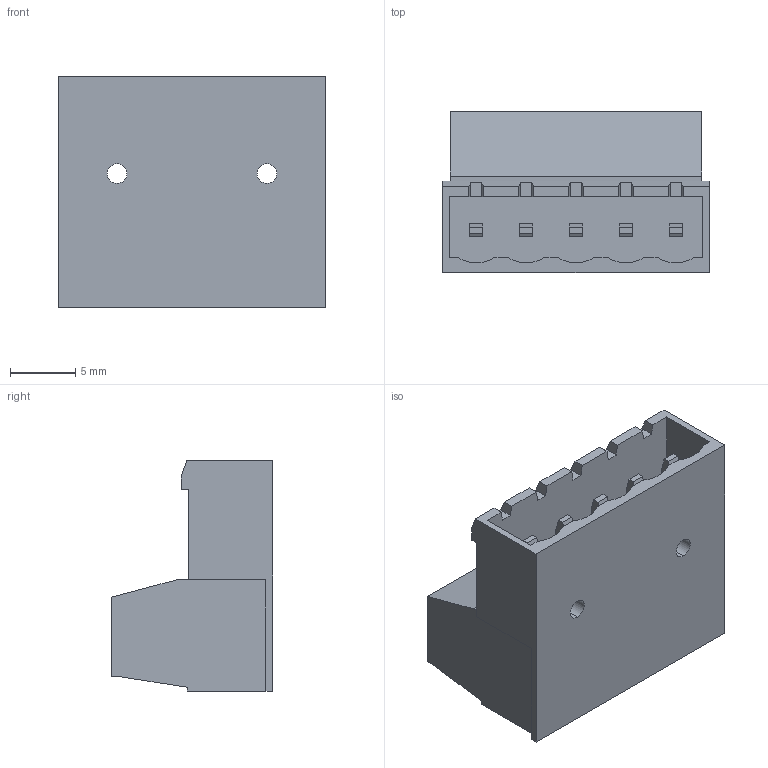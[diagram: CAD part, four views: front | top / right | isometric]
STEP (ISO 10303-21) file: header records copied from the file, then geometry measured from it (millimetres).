
FILE_DESCRIPTION (( 'STEP AP203' ), '1' );
FILE_NAME ('SOKETLI KABLO BIRLESIRICI KLEMENS - 3,81 MM KABLO BIRLESTIRICI ERKEK - 5 LI.STEP', '2018-09-14T11:45:07', ( 'user' ), ( '' ), 'SwSTEP 2.0', 'SolidWorks 2016', '' );
FILE_SCHEMA (( 'CONFIG_CONTROL_DESIGN' ));
Length unit declared in the file: millimetre
Products named in the file (1): SOKETLI KABLO BIRLESIRICI KLEMENS - 3,81 MM KABLO BIRLESTIRICI ERKEK - 5 LI
Bounding box: 20.37 x 12.3 x 17.6 mm (x, y, z)
Volume: 2272.6 mm3; surface area: 2320.8 mm2
Topology: 1 solids, 1 shells, 179 faces, 469 edges, 312 vertices
Faces by surface type: plane 160, cylinder 19
Entity records: 5530 total; most frequent: CARTESIAN_POINT 961, ORIENTED_EDGE 938, DIRECTION 887, EDGE_CURVE 469, LINE 411, VECTOR 411, VERTEX_POINT 312, AXIS2_PLACEMENT_3D 238
